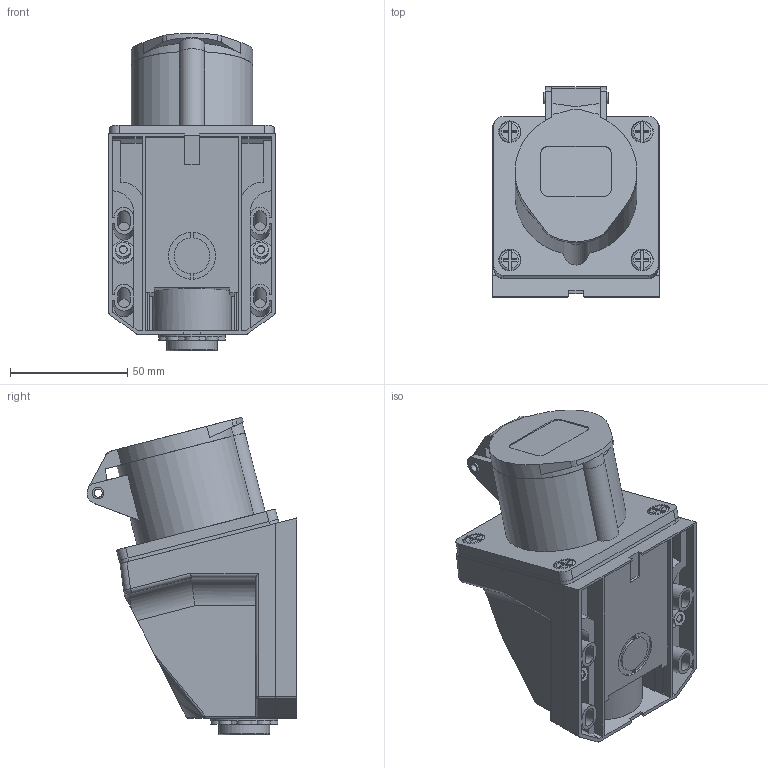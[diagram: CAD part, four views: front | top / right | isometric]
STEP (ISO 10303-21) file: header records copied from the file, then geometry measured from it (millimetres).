
FILE_DESCRIPTION (( 'STEP AP203' ), '1' );
FILE_NAME ('ps-113-16-220.ÃÌ Ðîçåòêà ñòàöèîíàðíàÿ íàðóæíàÿ 113 2Ð+ÐÅ 16À 220Â IP44 EKF.STEP', '2025-10-01T07:39:25', ( '' ), ( '' ), 'SwSTEP 2.0', 'SolidWorks 2021', '' );
FILE_SCHEMA (( 'CONFIG_CONTROL_DESIGN' ));
Length unit declared in the file: millimetre
Products named in the file (4): Êîðïóñ-ðîçåòêè ñ èñïðàâëåíèÿìè_00; Êîïèÿ 6134143^ps-113-16-220.ÃÌ Ðîçåòêà ñòàöèîíàðíàÿ íàðóæíàÿ 113 2Ð+ÐÅ 16À 220Â IP44 EKF_00; ps-113-16-220.ÃÌ Ðîçåòêà ñòàöèîíàðíàÿ íàðóæíàÿ 113 2Ð+ÐÅ 16À 220Â IP44 EKF; Êîïèÿ Ñîõðàíèòü òåëà6[3]^ps-113-16-220.ÃÌ Ðîçåòêà ñòàöèîíàðíàÿ íàðóæíàÿ 113 2Ð+ÐÅ 16À 220Â IP44 EKF_00
Assembly tree (3 placements, depth 2):
  ps-113-16-220.ÃÌ Ðîçåòêà ñòàöèîíàðíàÿ íàðóæíàÿ 113 2Ð+ÐÅ 16À 220Â IP44 EKF
    Êîðïóñ-ðîçåòêè ñ èñïðàâëåíèÿìè_00
    Êîïèÿ 6134143^ps-113-16-220.ÃÌ Ðîçåòêà ñòàöèîíàðíàÿ íàðóæíàÿ 113 2Ð+ÐÅ 16À 220Â IP44 EKF_00
    Êîïèÿ Ñîõðàíèòü òåëà6[3]^ps-113-16-220.ÃÌ Ðîçåòêà ñòàöèîíàðíàÿ íàðóæíàÿ 113 2Ð+ÐÅ 16À 220Â IP44 EKF_00
Bounding box: 71 x 89.61 x 135.5 mm (x, y, z)
Volume: 349919.9 mm3; surface area: 77702 mm2
Topology: 3 solids, 3 shells, 424 faces, 1109 edges, 731 vertices
Faces by surface type: plane 257, cylinder 126, bspline 19, torus 13, sphere 8, cone 1
Full cylindrical faces by diameter (mm): 3.35 x2, 3.5 x1, 4 x6, 4.75 x1, 5 x2, 6.5 x4, 6.55 x2, 6.75 x3, 8 x1, 9.3 x8, 9.5 x8, 11.5 x2, 21.75 x1, 28.6 x1, 34.85 x1
Entity records: 14200 total; most frequent: CARTESIAN_POINT 3749, ORIENTED_EDGE 2068, DIRECTION 2018, EDGE_CURVE 1034, VERTEX_POINT 709, AXIS2_PLACEMENT_3D 685, LINE 648, VECTOR 648
